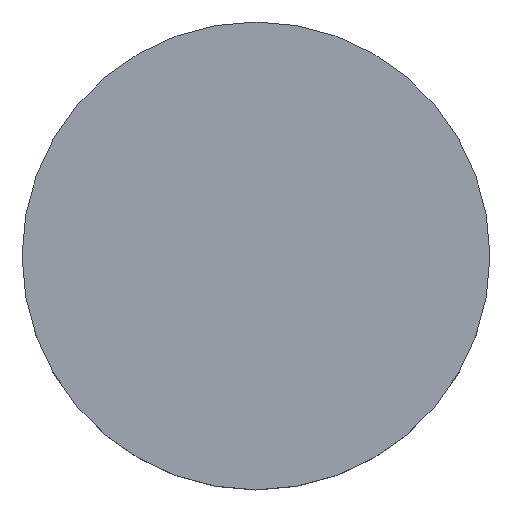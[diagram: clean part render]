
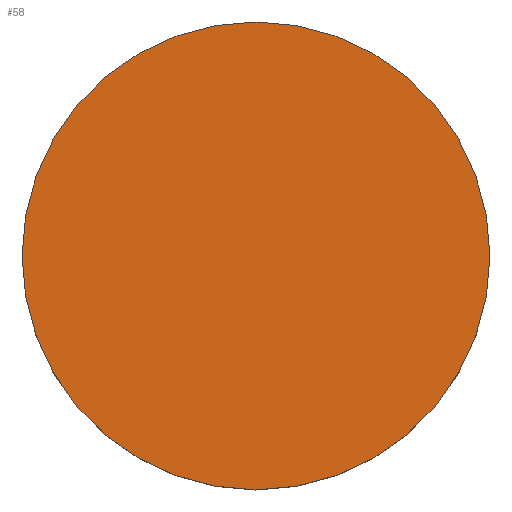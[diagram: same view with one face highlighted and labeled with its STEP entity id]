
A CAD part, top view. The second image highlights one B-rep face of the part: STEP entity #58.
In plain terms, the highlighted planar face has unit normal (0, 0, 1).
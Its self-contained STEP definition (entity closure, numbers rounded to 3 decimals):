
#16 = ORIENTED_EDGE ( 'NONE', *, *, #160, .F. ) ;
#18 = AXIS2_PLACEMENT_3D ( 'NONE', #111, #148, #200 ) ;
#47 = EDGE_LOOP ( 'NONE', ( #16, #50 ) ) ;
#50 = ORIENTED_EDGE ( 'NONE', *, *, #64, .F. ) ;
#51 = VERTEX_POINT ( 'NONE', #182 ) ;
#58 = ADVANCED_FACE ( 'NONE', ( #88 ), #221, .T. ) ;
#64 = EDGE_CURVE ( 'NONE', #51, #107, #87, .T. ) ;
#87 = CIRCLE ( 'NONE', #18, 25.4 ) ;
#88 = FACE_OUTER_BOUND ( 'NONE', #47, .T. ) ;
#91 = AXIS2_PLACEMENT_3D ( 'NONE', #184, #202, #130 ) ;
#107 = VERTEX_POINT ( 'NONE', #198 ) ;
#111 = CARTESIAN_POINT ( 'NONE',  ( 0., 0., 5. ) ) ;
#120 = CARTESIAN_POINT ( 'NONE',  ( 0., 0., 5. ) ) ;
#130 = DIRECTION ( 'NONE',  ( 1., 0., 0. ) ) ;
#148 = DIRECTION ( 'NONE',  ( 0., 0., -1. ) ) ;
#160 = EDGE_CURVE ( 'NONE', #107, #51, #227, .T. ) ;
#182 = CARTESIAN_POINT ( 'NONE',  ( -25.4, 0., 5. ) ) ;
#184 = CARTESIAN_POINT ( 'NONE',  ( 0., 52.02, 5. ) ) ;
#188 = DIRECTION ( 'NONE',  ( 0., 0., -1. ) ) ;
#198 = CARTESIAN_POINT ( 'NONE',  ( 25.4, 0., 5. ) ) ;
#199 = AXIS2_PLACEMENT_3D ( 'NONE', #120, #188, #203 ) ;
#200 = DIRECTION ( 'NONE',  ( 1., 0., 0. ) ) ;
#202 = DIRECTION ( 'NONE',  ( 0., 0., 1. ) ) ;
#203 = DIRECTION ( 'NONE',  ( 1., 0., 0. ) ) ;
#221 = PLANE ( 'NONE',  #91 ) ;
#227 = CIRCLE ( 'NONE', #199, 25.4 ) ;
